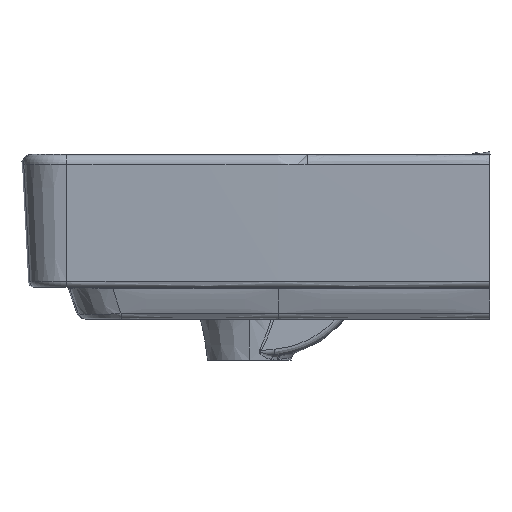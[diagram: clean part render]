
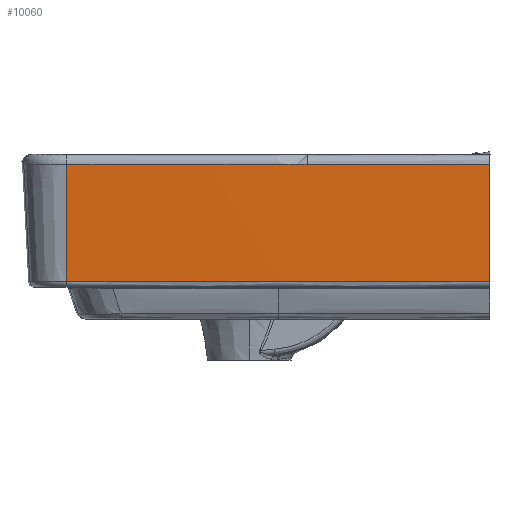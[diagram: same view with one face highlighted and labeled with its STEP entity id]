
A CAD part, left-side view. The second image highlights one B-rep face of the part: STEP entity #10060.
In plain terms, the highlighted conical face has half-angle 3 degrees and reference radius 8461 mm.
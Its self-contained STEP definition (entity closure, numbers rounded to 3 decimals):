
#9714=CARTESIAN_POINT('Vertex',(-268.416,143.996,19.738)) ;
#9743=CARTESIAN_POINT('Vertex',(-273.256,144.082,112.107)) ;
#9746=CARTESIAN_POINT('Line Origine',(-131075.476,2464.742,2496359.917)) ;
#9811=CARTESIAN_POINT('Axis2P3D Location',(8186.,-6.,112.107)) ;
#9815=CARTESIAN_POINT('Vertex',(-274.57,-22.958,112.107)) ;
#9818=CARTESIAN_POINT('Axis2P3D Location',(8186.,-6.,112.107)) ;
#9822=CARTESIAN_POINT('Vertex',(-274.494,-45.676,112.108)) ;
#9957=CARTESIAN_POINT('Vertex',(-272.592,-190.,112.22)) ;
#10004=CARTESIAN_POINT('Control Point',(-272.592,-190.,112.22)) ;
#10005=CARTESIAN_POINT('Control Point',(-272.993,-171.519,112.195)) ;
#10006=CARTESIAN_POINT('Control Point',(-273.343,-153.036,112.175)) ;
#10007=CARTESIAN_POINT('Control Point',(-273.643,-134.556,112.154)) ;
#10008=CARTESIAN_POINT('Control Point',(-274.033,-105.693,112.127)) ;
#10009=CARTESIAN_POINT('Control Point',(-274.301,-76.823,112.11)) ;
#10010=CARTESIAN_POINT('Control Point',(-274.381,-66.44,112.108)) ;
#10011=CARTESIAN_POINT('Control Point',(-274.446,-56.057,112.108)) ;
#10012=CARTESIAN_POINT('Control Point',(-274.494,-45.676,112.108)) ;
#10025=CARTESIAN_POINT('Axis2P3D Location',(8186.,-6.,120.)) ;
#10031=CARTESIAN_POINT('Control Point',(-269.729,-22.948,19.738)) ;
#10032=CARTESIAN_POINT('Control Point',(-269.841,32.702,19.738)) ;
#10033=CARTESIAN_POINT('Control Point',(-269.403,88.354,19.738)) ;
#10034=CARTESIAN_POINT('Control Point',(-268.416,143.996,19.738)) ;
#10035=CARTESIAN_POINT('Vertex',(-269.729,-22.948,19.738)) ;
#10039=CARTESIAN_POINT('Control Point',(-267.744,-190.,19.738)) ;
#10040=CARTESIAN_POINT('Control Point',(-268.956,-134.324,19.738)) ;
#10041=CARTESIAN_POINT('Control Point',(-269.618,-78.637,19.738)) ;
#10042=CARTESIAN_POINT('Control Point',(-269.729,-22.948,19.738)) ;
#10043=CARTESIAN_POINT('Vertex',(-267.744,-190.,19.738)) ;
#10047=CARTESIAN_POINT('Control Point',(-272.592,-190.,112.22)) ;
#10048=CARTESIAN_POINT('Control Point',(-270.168,-190.,65.979)) ;
#10049=CARTESIAN_POINT('Control Point',(-267.744,-190.,19.738)) ;
#9748=VECTOR('Line Direction',#9747,1.) ;
#9747=DIRECTION('Vector Direction',(-0.052,0.001,0.999)) ;
#9812=DIRECTION('Axis2P3D Direction',(-0.,0.,-1.)) ;
#9819=DIRECTION('Axis2P3D Direction',(-0.,0.,-1.)) ;
#10026=DIRECTION('Axis2P3D Direction',(0.,0.,1.)) ;
#10027=DIRECTION('Axis2P3D XDirection',(-1.,-0.002,0.)) ;
#9813=AXIS2_PLACEMENT_3D('Circle Axis2P3D',#9811,#9812,$) ;
#9820=AXIS2_PLACEMENT_3D('Circle Axis2P3D',#9818,#9819,$) ;
#10028=AXIS2_PLACEMENT_3D('Cone Axis2P3D',#10025,#10026,#10027) ;
#9749=LINE('Line',#9746,#9748) ;
#9814=CIRCLE('generated circle',#9813,8460.587) ;
#9821=CIRCLE('generated circle',#9820,8460.587) ;
#10029=CONICAL_SURFACE('Cone',#10028,8461.001,0.052) ;
#9750=EDGE_CURVE('',#9715,#9744,#9749,.T.) ;
#9817=EDGE_CURVE('',#9744,#9816,#9814,.F.) ;
#9824=EDGE_CURVE('',#9816,#9823,#9821,.F.) ;
#10013=EDGE_CURVE('',#9823,#9958,#10003,.F.) ;
#10037=EDGE_CURVE('',#10036,#9715,#10030,.T.) ;
#10045=EDGE_CURVE('',#10044,#10036,#10038,.T.) ;
#10050=EDGE_CURVE('',#9958,#10044,#10046,.T.) ;
#10052=ORIENTED_EDGE('',*,*,#10037,.F.) ;
#10053=ORIENTED_EDGE('',*,*,#10045,.F.) ;
#10054=ORIENTED_EDGE('',*,*,#10050,.F.) ;
#10055=ORIENTED_EDGE('',*,*,#10013,.F.) ;
#10056=ORIENTED_EDGE('',*,*,#9824,.F.) ;
#10057=ORIENTED_EDGE('',*,*,#9817,.F.) ;
#10058=ORIENTED_EDGE('',*,*,#9750,.F.) ;
#10051=EDGE_LOOP('',(#10052,#10053,#10054,#10055,#10056,#10057,#10058)) ;
#9715=VERTEX_POINT('',#9714) ;
#9744=VERTEX_POINT('',#9743) ;
#9816=VERTEX_POINT('',#9815) ;
#9823=VERTEX_POINT('',#9822) ;
#9958=VERTEX_POINT('',#9957) ;
#10036=VERTEX_POINT('',#10035) ;
#10044=VERTEX_POINT('',#10043) ;
#10060=ADVANCED_FACE('Hauptk\X2\00F6\X0\rper',(#10059),#10029,.T.) ;
#10003=B_SPLINE_CURVE_WITH_KNOTS('',5,(#10004,#10005,#10006,#10007,#10008,#10009,#10010,#10011,#10012),.UNSPECIFIED.,.F.,.U.,(6,3,6),(94.561,186.953,238.846),.UNSPECIFIED.) ;
#10030=B_SPLINE_CURVE_WITH_KNOTS('',3,(#10031,#10032,#10033,#10034),.UNSPECIFIED.,.F.,.U.,(4,4),(-0.987,0.987),.UNSPECIFIED.) ;
#10038=B_SPLINE_CURVE_WITH_KNOTS('',3,(#10039,#10040,#10041,#10042),.UNSPECIFIED.,.F.,.U.,(4,4),(-2.963,-0.987),.UNSPECIFIED.) ;
#10046=B_SPLINE_CURVE_WITH_KNOTS('',2,(#10047,#10048,#10049),.UNSPECIFIED.,.F.,.U.,(3,3),(-46.304,46.304),.UNSPECIFIED.) ;
#10059=FACE_OUTER_BOUND('',#10051,.T.) ;
